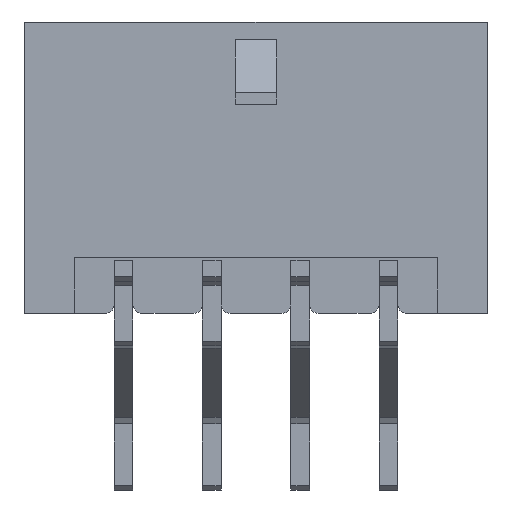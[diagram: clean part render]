
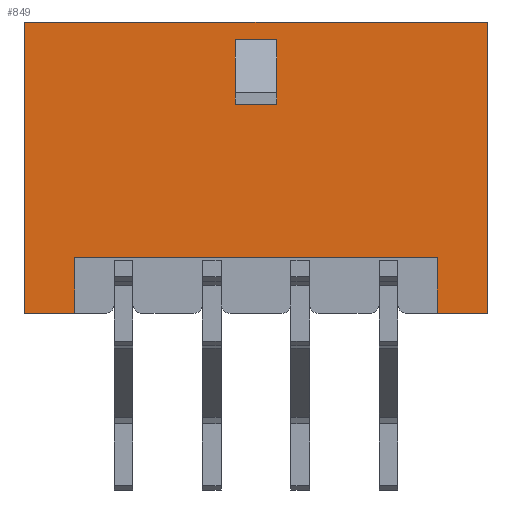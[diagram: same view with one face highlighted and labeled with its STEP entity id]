
A CAD part, front view. The second image highlights one B-rep face of the part: STEP entity #849.
In plain terms, the highlighted planar face has unit normal (0, -1, 0).
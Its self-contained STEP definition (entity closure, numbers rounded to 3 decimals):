
#849 = ADVANCED_FACE( '', ( #1706, #1707 ), #1708, .T. );
#1706 = FACE_BOUND( '', #2635, .T. );
#1707 = FACE_OUTER_BOUND( '', #2636, .T. );
#1708 = PLANE( '', #2637 );
#2635 = EDGE_LOOP( '', ( #4831, #4832, #4833, #4834 ) );
#2636 = EDGE_LOOP( '', ( #4835, #4836, #4837, #4838, #4839, #4840, #4841, #4842 ) );
#2637 = AXIS2_PLACEMENT_3D( '', #4843, #4844, #4845 );
#4831 = ORIENTED_EDGE( '', *, *, #6688, .F. );
#4832 = ORIENTED_EDGE( '', *, *, #6090, .F. );
#4833 = ORIENTED_EDGE( '', *, *, #6882, .T. );
#4834 = ORIENTED_EDGE( '', *, *, #6883, .T. );
#4835 = ORIENTED_EDGE( '', *, *, #6884, .T. );
#4836 = ORIENTED_EDGE( '', *, *, #6885, .T. );
#4837 = ORIENTED_EDGE( '', *, *, #6342, .F. );
#4838 = ORIENTED_EDGE( '', *, *, #6886, .T. );
#4839 = ORIENTED_EDGE( '', *, *, #6887, .T. );
#4840 = ORIENTED_EDGE( '', *, *, #6465, .F. );
#4841 = ORIENTED_EDGE( '', *, *, #6888, .F. );
#4842 = ORIENTED_EDGE( '', *, *, #6889, .T. );
#4843 = CARTESIAN_POINT( '', ( 7.85, -3.43, -4.95 ) );
#4844 = DIRECTION( '', ( 0., -1., 0. ) );
#4845 = DIRECTION( '', ( 0., 0., -1. ) );
#6090 = EDGE_CURVE( '', #7397, #7398, #7399, .T. );
#6342 = EDGE_CURVE( '', #7827, #7829, #7830, .T. );
#6465 = EDGE_CURVE( '', #8027, #8029, #8030, .T. );
#6688 = EDGE_CURVE( '', #7398, #8352, #8356, .T. );
#6882 = EDGE_CURVE( '', #7397, #8616, #8617, .T. );
#6883 = EDGE_CURVE( '', #8616, #8352, #8618, .T. );
#6884 = EDGE_CURVE( '', #8619, #8620, #8621, .T. );
#6885 = EDGE_CURVE( '', #8620, #7829, #8622, .T. );
#6886 = EDGE_CURVE( '', #7827, #8623, #8624, .T. );
#6887 = EDGE_CURVE( '', #8623, #8029, #8625, .T. );
#6888 = EDGE_CURVE( '', #8626, #8027, #8627, .T. );
#6889 = EDGE_CURVE( '', #8626, #8619, #8628, .T. );
#7397 = VERTEX_POINT( '', #9292 );
#7398 = VERTEX_POINT( '', #9293 );
#7399 = LINE( '', #9294, #9295 );
#7827 = VERTEX_POINT( '', #9915 );
#7829 = VERTEX_POINT( '', #9918 );
#7830 = LINE( '', #9919, #9920 );
#8027 = VERTEX_POINT( '', #10207 );
#8029 = VERTEX_POINT( '', #10210 );
#8030 = LINE( '', #10211, #10212 );
#8352 = VERTEX_POINT( '', #10707 );
#8356 = LINE( '', #10713, #10714 );
#8616 = VERTEX_POINT( '', #11112 );
#8617 = LINE( '', #11113, #11114 );
#8618 = LINE( '', #11115, #11116 );
#8619 = VERTEX_POINT( '', #11117 );
#8620 = VERTEX_POINT( '', #11118 );
#8621 = LINE( '', #11119, #11120 );
#8622 = LINE( '', #11121, #11122 );
#8623 = VERTEX_POINT( '', #11123 );
#8624 = LINE( '', #11124, #11125 );
#8625 = LINE( '', #11126, #11127 );
#8626 = VERTEX_POINT( '', #11128 );
#8627 = LINE( '', #11129, #11130 );
#8628 = LINE( '', #11131, #11132 );
#9292 = CARTESIAN_POINT( '', ( 0.7, -3.43, 2.15 ) );
#9293 = CARTESIAN_POINT( '', ( 0.7, -3.43, 4.35 ) );
#9294 = CARTESIAN_POINT( '', ( 0.7, -3.43, 2.15 ) );
#9295 = VECTOR( '', #11633, 1000. );
#9915 = CARTESIAN_POINT( '', ( 7.85, -3.43, -4.95 ) );
#9918 = CARTESIAN_POINT( '', ( 6.15, -3.43, -4.95 ) );
#9919 = CARTESIAN_POINT( '', ( 7.85, -3.43, -4.95 ) );
#9920 = VECTOR( '', #11863, 1000. );
#10207 = CARTESIAN_POINT( '', ( -7.85, -3.43, -4.95 ) );
#10210 = CARTESIAN_POINT( '', ( -7.85, -3.43, 4.95 ) );
#10211 = CARTESIAN_POINT( '', ( -7.85, -3.43, -4.95 ) );
#10212 = VECTOR( '', #11976, 1000. );
#10707 = CARTESIAN_POINT( '', ( -0.7, -3.43, 4.35 ) );
#10713 = CARTESIAN_POINT( '', ( 0.7, -3.43, 4.35 ) );
#10714 = VECTOR( '', #12155, 1000. );
#11112 = CARTESIAN_POINT( '', ( -0.7, -3.43, 2.15 ) );
#11113 = CARTESIAN_POINT( '', ( 0.7, -3.43, 2.15 ) );
#11114 = VECTOR( '', #12309, 1000. );
#11115 = CARTESIAN_POINT( '', ( -0.7, -3.43, 2.15 ) );
#11116 = VECTOR( '', #12310, 1000. );
#11117 = CARTESIAN_POINT( '', ( -6.15, -3.43, -3.05 ) );
#11118 = CARTESIAN_POINT( '', ( 6.15, -3.43, -3.05 ) );
#11119 = CARTESIAN_POINT( '', ( -6.15, -3.43, -3.05 ) );
#11120 = VECTOR( '', #12311, 1000. );
#11121 = CARTESIAN_POINT( '', ( 6.15, -3.43, -3.05 ) );
#11122 = VECTOR( '', #12312, 1000. );
#11123 = CARTESIAN_POINT( '', ( 7.85, -3.43, 4.95 ) );
#11124 = CARTESIAN_POINT( '', ( 7.85, -3.43, -4.95 ) );
#11125 = VECTOR( '', #12313, 1000. );
#11126 = CARTESIAN_POINT( '', ( 7.85, -3.43, 4.95 ) );
#11127 = VECTOR( '', #12314, 1000. );
#11128 = CARTESIAN_POINT( '', ( -6.15, -3.43, -4.95 ) );
#11129 = CARTESIAN_POINT( '', ( 7.85, -3.43, -4.95 ) );
#11130 = VECTOR( '', #12315, 1000. );
#11131 = CARTESIAN_POINT( '', ( -6.15, -3.43, -4.95 ) );
#11132 = VECTOR( '', #12316, 1000. );
#11633 = DIRECTION( '', ( 0., 0., 1. ) );
#11863 = DIRECTION( '', ( -1., 0., 0. ) );
#11976 = DIRECTION( '', ( 0., 0., 1. ) );
#12155 = DIRECTION( '', ( -1., 0., 0. ) );
#12309 = DIRECTION( '', ( -1., 0., 0. ) );
#12310 = DIRECTION( '', ( 0., 0., 1. ) );
#12311 = DIRECTION( '', ( 1., 0., 0. ) );
#12312 = DIRECTION( '', ( 0., 0., -1. ) );
#12313 = DIRECTION( '', ( 0., 0., 1. ) );
#12314 = DIRECTION( '', ( -1., 0., 0. ) );
#12315 = DIRECTION( '', ( -1., 0., 0. ) );
#12316 = DIRECTION( '', ( 0., 0., 1. ) );
